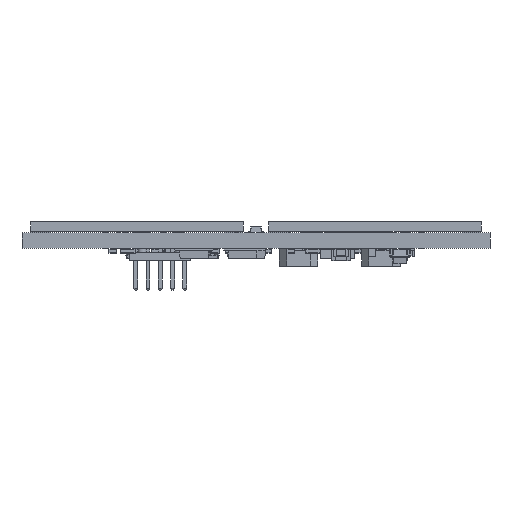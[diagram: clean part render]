
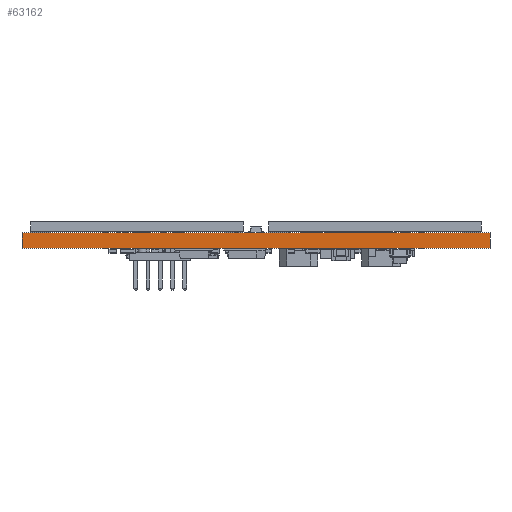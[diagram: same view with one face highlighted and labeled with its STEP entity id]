
A CAD part, front view. The second image highlights one B-rep face of the part: STEP entity #63162.
In plain terms, the highlighted planar face has unit normal (0, -1, 0).
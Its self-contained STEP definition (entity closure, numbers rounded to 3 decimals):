
#63162 = ADVANCED_FACE('',(#63163),#63177,.T.);
#63163 = FACE_BOUND('',#63164,.T.);
#63164 = EDGE_LOOP('',(#63165,#63200,#63228,#63256));
#63165 = ORIENTED_EDGE('',*,*,#63166,.T.);
#63166 = EDGE_CURVE('',#63167,#63169,#63171,.T.);
#63167 = VERTEX_POINT('',#63168);
#63168 = CARTESIAN_POINT('',(130.9,-90.7,0.));
#63169 = VERTEX_POINT('',#63170);
#63170 = CARTESIAN_POINT('',(130.9,-90.7,1.6));
#63171 = SURFACE_CURVE('',#63172,(#63176,#63188),.PCURVE_S1.);
#63172 = LINE('',#63173,#63174);
#63173 = CARTESIAN_POINT('',(130.9,-90.7,0.));
#63174 = VECTOR('',#63175,1.);
#63175 = DIRECTION('',(0.,0.,1.));
#63176 = PCURVE('',#63177,#63182);
#63177 = PLANE('',#63178);
#63178 = AXIS2_PLACEMENT_3D('',#63179,#63180,#63181);
#63179 = CARTESIAN_POINT('',(130.9,-90.7,0.));
#63180 = DIRECTION('',(0.,-1.,0.));
#63181 = DIRECTION('',(-1.,0.,0.));
#63182 = DEFINITIONAL_REPRESENTATION('',(#63183),#63187);
#63183 = LINE('',#63184,#63185);
#63184 = CARTESIAN_POINT('',(0.,-0.));
#63185 = VECTOR('',#63186,1.);
#63186 = DIRECTION('',(0.,-1.));
#63187 = ( GEOMETRIC_REPRESENTATION_CONTEXT(2) 
PARAMETRIC_REPRESENTATION_CONTEXT() REPRESENTATION_CONTEXT('2D SPACE',''
  ) );
#63188 = PCURVE('',#63189,#63194);
#63189 = PLANE('',#63190);
#63190 = AXIS2_PLACEMENT_3D('',#63191,#63192,#63193);
#63191 = CARTESIAN_POINT('',(130.9,-42.3,0.));
#63192 = DIRECTION('',(1.,0.,-0.));
#63193 = DIRECTION('',(0.,-1.,0.));
#63194 = DEFINITIONAL_REPRESENTATION('',(#63195),#63199);
#63195 = LINE('',#63196,#63197);
#63196 = CARTESIAN_POINT('',(48.4,0.));
#63197 = VECTOR('',#63198,1.);
#63198 = DIRECTION('',(0.,-1.));
#63199 = ( GEOMETRIC_REPRESENTATION_CONTEXT(2) 
PARAMETRIC_REPRESENTATION_CONTEXT() REPRESENTATION_CONTEXT('2D SPACE',''
  ) );
#63200 = ORIENTED_EDGE('',*,*,#63201,.T.);
#63201 = EDGE_CURVE('',#63169,#63202,#63204,.T.);
#63202 = VERTEX_POINT('',#63203);
#63203 = CARTESIAN_POINT('',(82.5,-90.7,1.6));
#63204 = SURFACE_CURVE('',#63205,(#63209,#63216),.PCURVE_S1.);
#63205 = LINE('',#63206,#63207);
#63206 = CARTESIAN_POINT('',(130.9,-90.7,1.6));
#63207 = VECTOR('',#63208,1.);
#63208 = DIRECTION('',(-1.,0.,0.));
#63209 = PCURVE('',#63177,#63210);
#63210 = DEFINITIONAL_REPRESENTATION('',(#63211),#63215);
#63211 = LINE('',#63212,#63213);
#63212 = CARTESIAN_POINT('',(0.,-1.6));
#63213 = VECTOR('',#63214,1.);
#63214 = DIRECTION('',(1.,0.));
#63215 = ( GEOMETRIC_REPRESENTATION_CONTEXT(2) 
PARAMETRIC_REPRESENTATION_CONTEXT() REPRESENTATION_CONTEXT('2D SPACE',''
  ) );
#63216 = PCURVE('',#63217,#63222);
#63217 = PLANE('',#63218);
#63218 = AXIS2_PLACEMENT_3D('',#63219,#63220,#63221);
#63219 = CARTESIAN_POINT('',(106.7,-66.5,1.6));
#63220 = DIRECTION('',(-0.,-0.,-1.));
#63221 = DIRECTION('',(-1.,0.,0.));
#63222 = DEFINITIONAL_REPRESENTATION('',(#63223),#63227);
#63223 = LINE('',#63224,#63225);
#63224 = CARTESIAN_POINT('',(-24.2,-24.2));
#63225 = VECTOR('',#63226,1.);
#63226 = DIRECTION('',(1.,0.));
#63227 = ( GEOMETRIC_REPRESENTATION_CONTEXT(2) 
PARAMETRIC_REPRESENTATION_CONTEXT() REPRESENTATION_CONTEXT('2D SPACE',''
  ) );
#63228 = ORIENTED_EDGE('',*,*,#63229,.F.);
#63229 = EDGE_CURVE('',#63230,#63202,#63232,.T.);
#63230 = VERTEX_POINT('',#63231);
#63231 = CARTESIAN_POINT('',(82.5,-90.7,0.));
#63232 = SURFACE_CURVE('',#63233,(#63237,#63244),.PCURVE_S1.);
#63233 = LINE('',#63234,#63235);
#63234 = CARTESIAN_POINT('',(82.5,-90.7,0.));
#63235 = VECTOR('',#63236,1.);
#63236 = DIRECTION('',(0.,0.,1.));
#63237 = PCURVE('',#63177,#63238);
#63238 = DEFINITIONAL_REPRESENTATION('',(#63239),#63243);
#63239 = LINE('',#63240,#63241);
#63240 = CARTESIAN_POINT('',(48.4,0.));
#63241 = VECTOR('',#63242,1.);
#63242 = DIRECTION('',(0.,-1.));
#63243 = ( GEOMETRIC_REPRESENTATION_CONTEXT(2) 
PARAMETRIC_REPRESENTATION_CONTEXT() REPRESENTATION_CONTEXT('2D SPACE',''
  ) );
#63244 = PCURVE('',#63245,#63250);
#63245 = PLANE('',#63246);
#63246 = AXIS2_PLACEMENT_3D('',#63247,#63248,#63249);
#63247 = CARTESIAN_POINT('',(82.5,-90.7,0.));
#63248 = DIRECTION('',(-1.,0.,0.));
#63249 = DIRECTION('',(0.,1.,0.));
#63250 = DEFINITIONAL_REPRESENTATION('',(#63251),#63255);
#63251 = LINE('',#63252,#63253);
#63252 = CARTESIAN_POINT('',(0.,0.));
#63253 = VECTOR('',#63254,1.);
#63254 = DIRECTION('',(0.,-1.));
#63255 = ( GEOMETRIC_REPRESENTATION_CONTEXT(2) 
PARAMETRIC_REPRESENTATION_CONTEXT() REPRESENTATION_CONTEXT('2D SPACE',''
  ) );
#63256 = ORIENTED_EDGE('',*,*,#63257,.F.);
#63257 = EDGE_CURVE('',#63167,#63230,#63258,.T.);
#63258 = SURFACE_CURVE('',#63259,(#63263,#63270),.PCURVE_S1.);
#63259 = LINE('',#63260,#63261);
#63260 = CARTESIAN_POINT('',(130.9,-90.7,0.));
#63261 = VECTOR('',#63262,1.);
#63262 = DIRECTION('',(-1.,0.,0.));
#63263 = PCURVE('',#63177,#63264);
#63264 = DEFINITIONAL_REPRESENTATION('',(#63265),#63269);
#63265 = LINE('',#63266,#63267);
#63266 = CARTESIAN_POINT('',(0.,-0.));
#63267 = VECTOR('',#63268,1.);
#63268 = DIRECTION('',(1.,0.));
#63269 = ( GEOMETRIC_REPRESENTATION_CONTEXT(2) 
PARAMETRIC_REPRESENTATION_CONTEXT() REPRESENTATION_CONTEXT('2D SPACE',''
  ) );
#63270 = PCURVE('',#63271,#63276);
#63271 = PLANE('',#63272);
#63272 = AXIS2_PLACEMENT_3D('',#63273,#63274,#63275);
#63273 = CARTESIAN_POINT('',(106.7,-66.5,0.));
#63274 = DIRECTION('',(-0.,-0.,-1.));
#63275 = DIRECTION('',(-1.,0.,0.));
#63276 = DEFINITIONAL_REPRESENTATION('',(#63277),#63281);
#63277 = LINE('',#63278,#63279);
#63278 = CARTESIAN_POINT('',(-24.2,-24.2));
#63279 = VECTOR('',#63280,1.);
#63280 = DIRECTION('',(1.,0.));
#63281 = ( GEOMETRIC_REPRESENTATION_CONTEXT(2) 
PARAMETRIC_REPRESENTATION_CONTEXT() REPRESENTATION_CONTEXT('2D SPACE',''
  ) );
